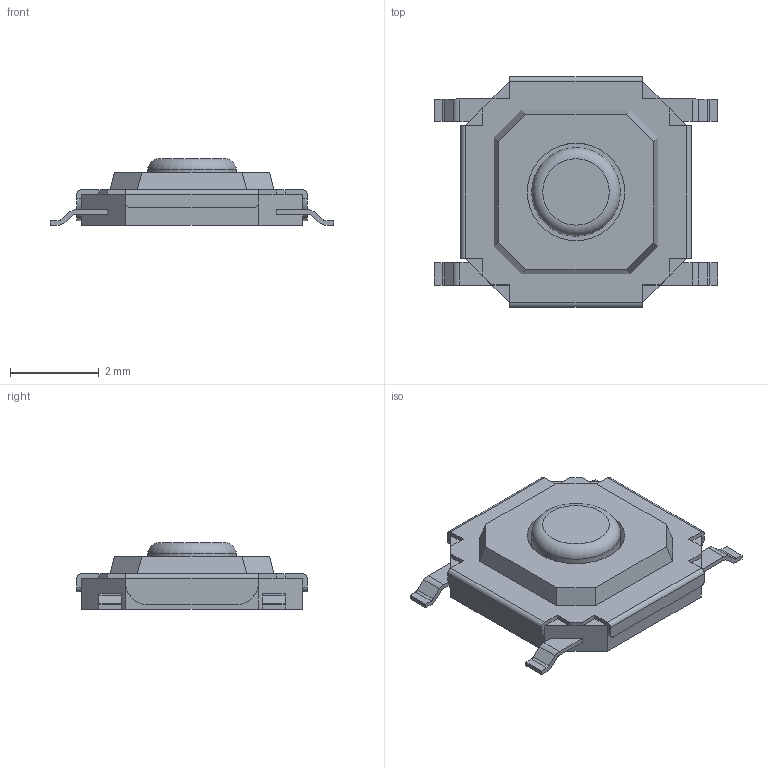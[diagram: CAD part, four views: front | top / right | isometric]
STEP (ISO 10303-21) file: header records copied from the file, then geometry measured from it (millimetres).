
FILE_DESCRIPTION(/* description */ ('model of SW_SPST_SKQG_WithStem'),/* implementation_level */ '2;1');
FILE_NAME(/* name */ 'SW_SPST_SKQG_WithStem.step',/* author */ ('KiCAD','kicad'),/* organization */ ('OCCT'),/* preprocessor_version */ '',/* originating_system */ 'KiCAD',/* authorisation */ '');
FILE_SCHEMA(('AUTOMOTIVE_DESIGN { 1 0 10303 214 1 1 1 1 }'));
Length unit declared in the file: millimetre
Products named in the file (1): SW_SPST_SKQG_WithStem
Bounding box: 6.4 x 5.2 x 1.5 mm (x, y, z)
Volume: 24.6 mm3; surface area: 79.6 mm2
Topology: 1 solids, 1 shells, 124 faces, 328 edges, 213 vertices
Faces by surface type: plane 93, cylinder 30, torus 1
Full cylindrical faces by diameter (mm): 2 x1, 2.2 x1
Entity records: 2738 total; most frequent: ORIENTED_EDGE 512, CARTESIAN_POINT 391, EDGE_CURVE 328, LINE 250, VERTEX_POINT 213, AXIS2_PLACEMENT_3D 173, FACE_BOUND 131, EDGE_LOOP 131
